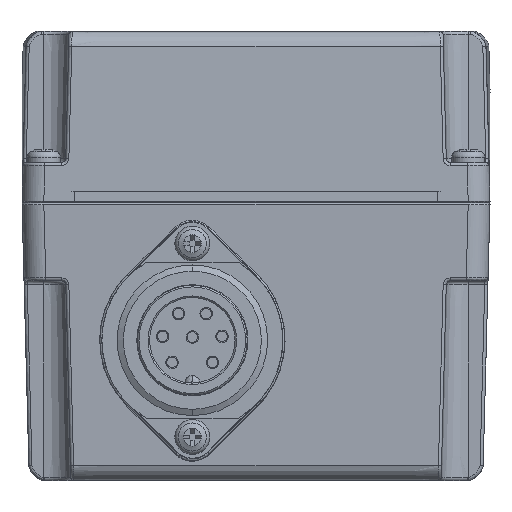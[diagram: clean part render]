
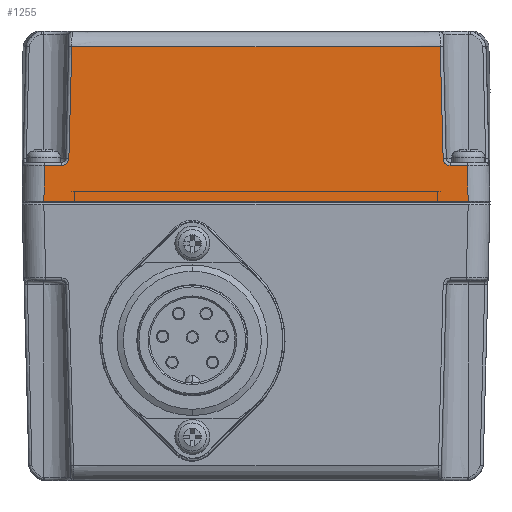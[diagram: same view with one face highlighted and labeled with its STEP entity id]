
A CAD part, left-side view. The second image highlights one B-rep face of the part: STEP entity #1255.
In plain terms, the highlighted planar face has unit normal (-1, 0, 0.026).
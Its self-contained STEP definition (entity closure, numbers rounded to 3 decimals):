
#709=B_SPLINE_CURVE_WITH_KNOTS('',3,(#24606,#24607,#24608,#24609),.UNSPECIFIED.,
.F.,.F.,(4,4),(0.,1.),.UNSPECIFIED.);
#716=B_SPLINE_CURVE_WITH_KNOTS('',3,(#25364,#25365,#25366,#25367),.UNSPECIFIED.,
.F.,.F.,(4,4),(0.,1.),.UNSPECIFIED.);
#1255=ADVANCED_FACE('',(#2455),#1768,.F.);
#1768=PLANE('',#12983);
#2455=FACE_OUTER_BOUND('',#3260,.T.);
#3260=EDGE_LOOP('',(#5953,#5954,#5955,#5956,#5957,#5958,#5959,#5960,#5961,
#5962));
#5953=ORIENTED_EDGE('',*,*,#9748,.T.);
#5954=ORIENTED_EDGE('',*,*,#9749,.T.);
#5955=ORIENTED_EDGE('',*,*,#9680,.T.);
#5956=ORIENTED_EDGE('',*,*,#9627,.T.);
#5957=ORIENTED_EDGE('',*,*,#9750,.F.);
#5958=ORIENTED_EDGE('',*,*,#9623,.T.);
#5959=ORIENTED_EDGE('',*,*,#9725,.T.);
#5960=ORIENTED_EDGE('',*,*,#9738,.T.);
#5961=ORIENTED_EDGE('',*,*,#9733,.T.);
#5962=ORIENTED_EDGE('',*,*,#9751,.T.);
#8227=VERTEX_POINT('',#22925);
#8230=VERTEX_POINT('',#22930);
#8231=VERTEX_POINT('',#22934);
#8234=VERTEX_POINT('',#22939);
#8275=VERTEX_POINT('',#24610);
#8302=VERTEX_POINT('',#25363);
#8307=VERTEX_POINT('',#25478);
#8308=VERTEX_POINT('',#25479);
#8314=VERTEX_POINT('',#25662);
#8315=VERTEX_POINT('',#25663);
#9623=EDGE_CURVE('',#8227,#8230,#10939,.T.);
#9627=EDGE_CURVE('',#8231,#8234,#10941,.T.);
#9680=EDGE_CURVE('',#8275,#8231,#709,.T.);
#9725=EDGE_CURVE('',#8230,#8302,#716,.T.);
#9733=EDGE_CURVE('',#8307,#8308,#10973,.T.);
#9738=EDGE_CURVE('',#8302,#8307,#10975,.T.);
#9748=EDGE_CURVE('',#8314,#8315,#10979,.T.);
#9749=EDGE_CURVE('',#8315,#8275,#10980,.T.);
#9750=EDGE_CURVE('',#8227,#8234,#10981,.T.);
#9751=EDGE_CURVE('',#8308,#8314,#10982,.T.);
#10939=LINE('',#22931,#11814);
#10941=LINE('',#22940,#11816);
#10973=LINE('',#25477,#11848);
#10975=LINE('',#25492,#11850);
#10979=LINE('',#25661,#11854);
#10980=LINE('',#25664,#11855);
#10981=LINE('',#25665,#11856);
#10982=LINE('',#25666,#11857);
#11814=VECTOR('',#15137,1.);
#11816=VECTOR('',#15145,1.);
#11848=VECTOR('',#15275,1.);
#11850=VECTOR('',#15281,1.);
#11854=VECTOR('',#15307,1.);
#11855=VECTOR('',#15308,1.);
#11856=VECTOR('',#15309,1.);
#11857=VECTOR('',#15310,1.);
#12983=AXIS2_PLACEMENT_3D('',#25667,#15311,#15312);
#15137=DIRECTION('',(-0.026,0.026,-0.999));
#15145=DIRECTION('',(0.026,0.026,0.999));
#15275=DIRECTION('',(-0.026,0.026,-0.999));
#15281=DIRECTION('',(0.,1.,0.));
#15307=DIRECTION('',(0.026,0.026,0.999));
#15308=DIRECTION('',(0.,1.,0.));
#15309=DIRECTION('',(0.,-1.,0.));
#15310=DIRECTION('',(0.,-1.,0.));
#15311=DIRECTION('',(1.,0.,-0.026));
#15312=DIRECTION('',(-0.026,0.,-1.));
#22925=CARTESIAN_POINT('',(3.656,77.014,79.565));
#22930=CARTESIAN_POINT('',(3.186,77.485,61.584));
#22931=CARTESIAN_POINT('',(3.656,77.014,79.565));
#22934=CARTESIAN_POINT('',(3.186,17.515,61.584));
#22939=CARTESIAN_POINT('',(3.656,17.986,79.565));
#22940=CARTESIAN_POINT('',(3.186,17.515,61.584));
#24606=CARTESIAN_POINT('',(3.157,16.416,60.513));
#24607=CARTESIAN_POINT('',(3.157,16.982,60.513));
#24608=CARTESIAN_POINT('',(3.171,17.5,61.015));
#24609=CARTESIAN_POINT('',(3.186,17.515,61.584));
#24610=CARTESIAN_POINT('',(3.157,16.416,60.513));
#25363=CARTESIAN_POINT('',(3.157,78.584,60.513));
#25364=CARTESIAN_POINT('',(3.186,77.485,61.584));
#25365=CARTESIAN_POINT('',(3.171,77.5,61.018));
#25366=CARTESIAN_POINT('',(3.157,78.015,60.513));
#25367=CARTESIAN_POINT('',(3.157,78.584,60.513));
#25477=CARTESIAN_POINT('',(3.157,81.344,60.513));
#25478=CARTESIAN_POINT('',(3.157,81.344,60.513));
#25479=CARTESIAN_POINT('',(3.007,81.495,54.75));
#25492=CARTESIAN_POINT('',(3.157,78.584,60.513));
#25661=CARTESIAN_POINT('',(3.007,13.505,54.75));
#25662=CARTESIAN_POINT('',(3.007,13.505,54.75));
#25663=CARTESIAN_POINT('',(3.157,13.656,60.513));
#25664=CARTESIAN_POINT('',(3.157,13.656,60.513));
#25665=CARTESIAN_POINT('',(3.656,77.014,79.565));
#25666=CARTESIAN_POINT('',(3.007,81.495,54.75));
#25667=CARTESIAN_POINT('',(3.,10.,54.5));
